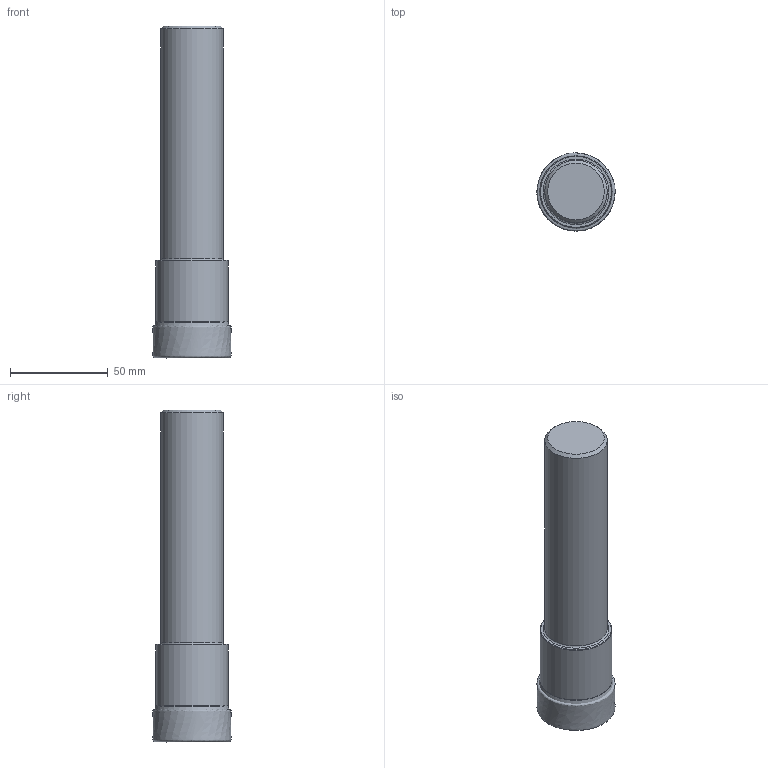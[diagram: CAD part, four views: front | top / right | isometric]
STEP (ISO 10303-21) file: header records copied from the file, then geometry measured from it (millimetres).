
FILE_DESCRIPTION(/* description */ (''),/* implementation_level */ '2;1');
FILE_NAME(/* name */ 'toolassembly_1.stp',/* time_stamp */ '2019-11-12T10:40:53+01:00',/* author */ (''),/* organization */ ('SMS'),/* preprocessor_version */ 'ST-DEVELOPER v16.7',/* originating_system */ 'SIEMENS PLM Software NX 12.0',/* authorisation */ '');
FILE_SCHEMA (('AUTOMOTIVE_DESIGN { 1 0 10303 214 3 1 1 1 }'));
Length unit declared in the file: millimetre
Products named in the file (4): CUT_20191112103948; ASSEMBLY_CONSTRUCTION; NOCUT_20191112103935; TOOLASSEMBLY_1
Assembly tree (3 placements, depth 2):
  TOOLASSEMBLY_1
    NOCUT_20191112103935
    ASSEMBLY_CONSTRUCTION
    CUT_20191112103948
Bounding box: 40.03 x 40.03 x 170 mm (x, y, z)
Volume: 164465.9 mm3; surface area: 24801.2 mm2
Topology: 2 solids, 2 shells, 23 faces, 49 edges, 38 vertices
Faces by surface type: cone 8, torus 8, plane 4, cylinder 2, bspline 1
Full cylindrical faces by diameter (mm): 32 x1, 36.876 x1
Entity records: 6226 total; most frequent: CARTESIAN_POINT 5650, DIRECTION 110, AXIS2_PLACEMENT_3D 55, EDGE_LOOP 42, ORIENTED_EDGE 42, FACE_BOUND 41, ADVANCED_FACE 23, VERTEX_POINT 22
